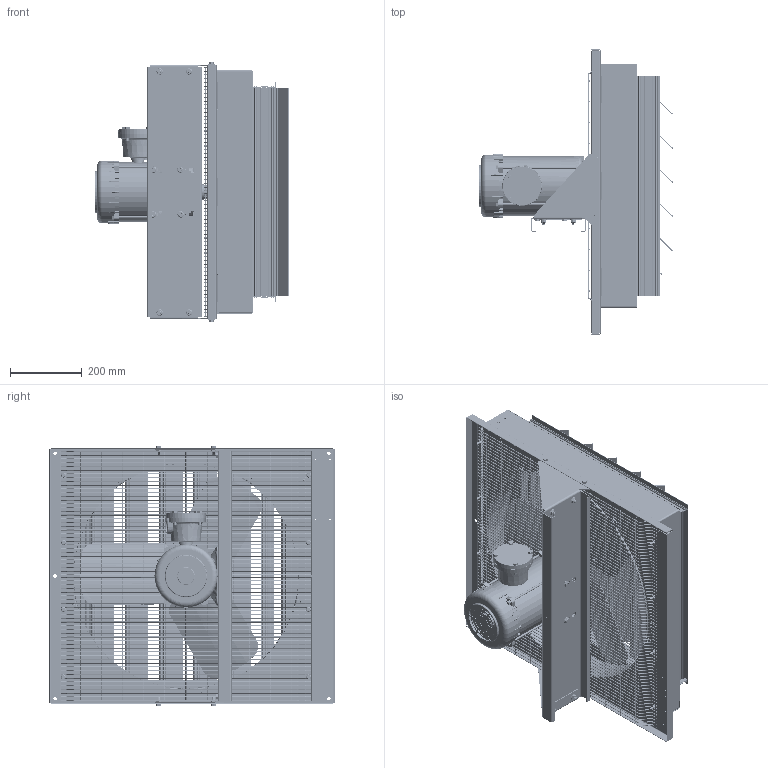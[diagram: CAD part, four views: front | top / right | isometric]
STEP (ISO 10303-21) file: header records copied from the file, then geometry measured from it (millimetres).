
FILE_DESCRIPTION (( 'STEP AP214' ), '1' );
FILE_NAME ('XEF-24-W4.STEP', '2024-10-04T20:15:14', ( '' ), ( '' ), 'SwSTEP 2.0', 'SolidWorks 2023', '' );
FILE_SCHEMA (( 'AUTOMOTIVE_DESIGN' ));
Length unit declared in the file: inch
Products named in the file (1): XEF-24-W4
Bounding box: 540.7 x 795.02 x 727.2 mm (x, y, z)
Volume: 10458102.3 mm3; surface area: 5542603 mm2
Topology: 192 solids, 192 shells, 8047 faces, 19436 edges, 11842 vertices
Faces by surface type: cylinder 3062, plane 2128, cone 1509, torus 757, bspline 565, sphere 26
Entity records: 373994 total; most frequent: CARTESIAN_POINT 80494, DIRECTION 40263, ORIENTED_EDGE 38816, EDGE_CURVE 19408, AXIS2_PLACEMENT_3D 16028, VERTEX_POINT 11842, CIRCLE 8545, EDGE_LOOP 8458
